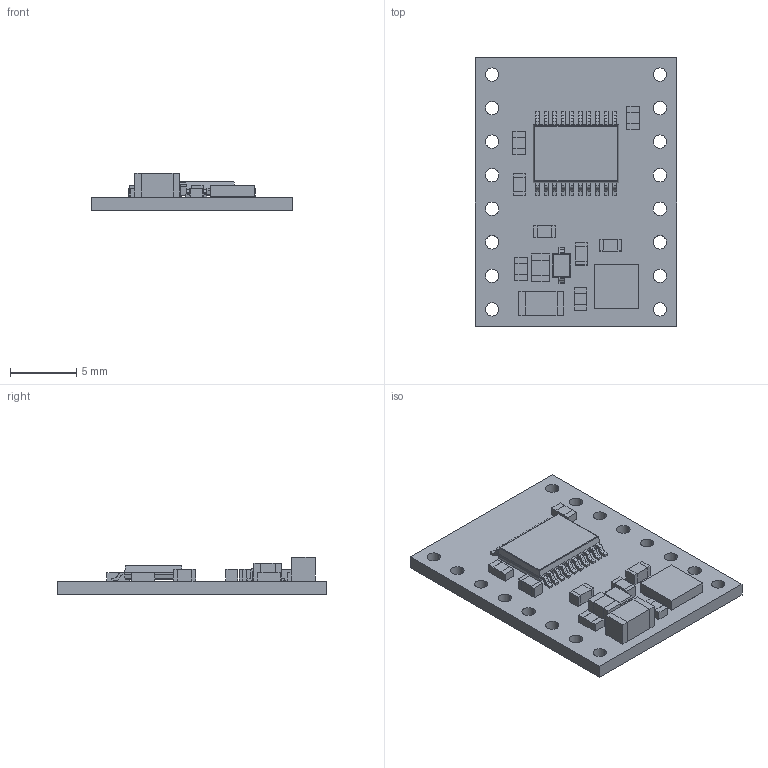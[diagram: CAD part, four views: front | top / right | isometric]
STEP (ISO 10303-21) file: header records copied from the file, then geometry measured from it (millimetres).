
FILE_DESCRIPTION (( 'STEP AP214' ), '1' );
FILE_NAME ('a4990-dual-motor-driver-carrier.step', '2018-12-18T21:30:16', ( '' ), ( '' ), 'SwSTEP 2.0', 'SolidWorks 2016', '' );
FILE_SCHEMA (( 'AUTOMOTIVE_DESIGN' ));
Length unit declared in the file: millimetre
Products named in the file (1): a4990-dual-motor-driver-carrier
Bounding box: 15.24 x 20.32 x 2.82 mm (x, y, z)
Volume: 369.1 mm3; surface area: 915.6 mm2
Topology: 1 solids, 1 shells, 916 faces, 2520 edges, 1630 vertices
Faces by surface type: plane 628, bspline 160, cylinder 128
Entity records: 44394 total; most frequent: CARTESIAN_POINT 11883, ORIENTED_EDGE 5040, DIRECTION 3910, EDGE_CURVE 2520, LINE 1916, VECTOR 1916, VERTEX_POINT 1630, EDGE_LOOP 1020
